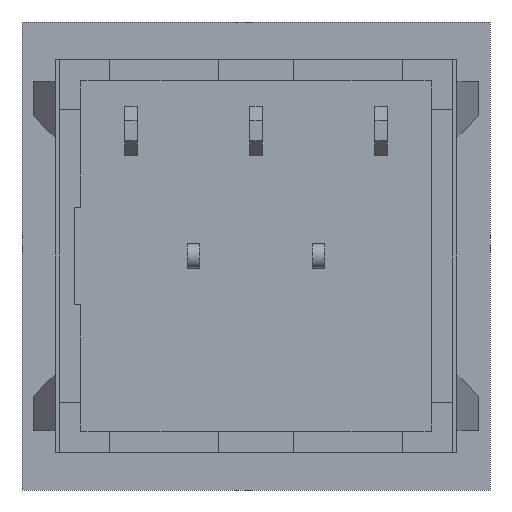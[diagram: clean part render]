
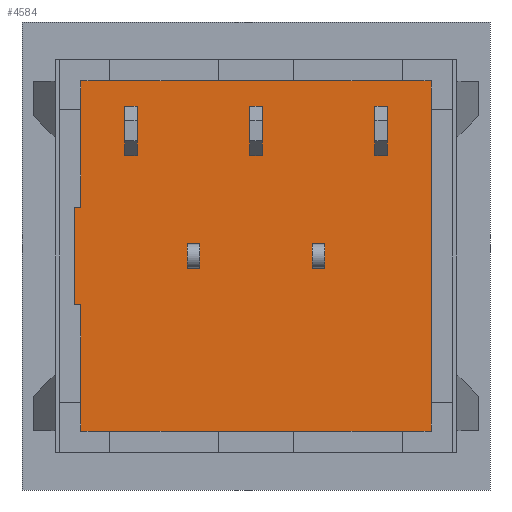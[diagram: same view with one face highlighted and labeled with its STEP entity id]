
A CAD part, front view. The second image highlights one B-rep face of the part: STEP entity #4584.
In plain terms, the highlighted face is planar.
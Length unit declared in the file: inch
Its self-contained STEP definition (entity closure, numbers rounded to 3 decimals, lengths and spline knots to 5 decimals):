
#1119=ORIENTED_EDGE('',*,*,#1898,.T.);
#1120=ORIENTED_EDGE('',*,*,#1905,.T.);
#1121=ORIENTED_EDGE('',*,*,#1912,.T.);
#1122=ORIENTED_EDGE('',*,*,#1915,.T.);
#1123=ORIENTED_EDGE('',*,*,#1918,.T.);
#1124=ORIENTED_EDGE('',*,*,#1921,.T.);
#1125=ORIENTED_EDGE('',*,*,#1925,.T.);
#1126=ORIENTED_EDGE('',*,*,#1931,.T.);
#1898=EDGE_CURVE('',#2378,#2377,#2922,.T.);
#1905=EDGE_CURVE('',#2377,#2381,#2929,.T.);
#1912=EDGE_CURVE('',#2381,#2386,#2936,.T.);
#1915=EDGE_CURVE('',#2386,#2388,#2939,.T.);
#1918=EDGE_CURVE('',#2388,#2390,#2942,.T.);
#1921=EDGE_CURVE('',#2390,#2392,#2945,.T.);
#1925=EDGE_CURVE('',#2392,#2394,#2949,.T.);
#1931=EDGE_CURVE('',#2394,#2378,#2955,.T.);
#2377=VERTEX_POINT('',#7656);
#2378=VERTEX_POINT('',#7658);
#2381=VERTEX_POINT('',#7668);
#2386=VERTEX_POINT('',#7681);
#2388=VERTEX_POINT('',#7687);
#2390=VERTEX_POINT('',#7693);
#2392=VERTEX_POINT('',#7699);
#2394=VERTEX_POINT('',#7706);
#2922=LINE('',#7657,#3524);
#2929=LINE('',#7669,#3531);
#2936=LINE('',#7682,#3538);
#2939=LINE('',#7688,#3541);
#2942=LINE('',#7694,#3544);
#2945=LINE('',#7700,#3547);
#2949=LINE('',#7707,#3551);
#2955=LINE('',#7718,#3557);
#3524=VECTOR('',#6334,39.37008);
#3531=VECTOR('',#6343,39.37008);
#3538=VECTOR('',#6352,39.37008);
#3541=VECTOR('',#6357,39.37008);
#3544=VECTOR('',#6362,39.37008);
#3547=VECTOR('',#6367,39.37008);
#3551=VECTOR('',#6373,39.37008);
#3557=VECTOR('',#6381,39.37008);
#3849=EDGE_LOOP('',(#1119,#1120,#1121,#1122,#1123,#1124,#1125,#1126));
#4115=FACE_BOUND('',#3849,.T.);
#4343=PLANE('',#5370);
#4584=ADVANCED_FACE('',(#4115),#4343,.T.);
#5370=AXIS2_PLACEMENT_3D('',#7720,#6383,#6384);
#6334=DIRECTION('',(0.,0.,1.));
#6343=DIRECTION('',(0.,-1.,0.));
#6352=DIRECTION('',(0.,0.,-1.));
#6357=DIRECTION('',(0.,-1.,0.));
#6362=DIRECTION('',(0.,0.,-1.));
#6367=DIRECTION('',(0.,1.,0.));
#6373=DIRECTION('',(0.,0.,-1.));
#6381=DIRECTION('',(0.,1.,0.));
#6383=DIRECTION('',(1.,0.,0.));
#6384=DIRECTION('',(0.,0.,-1.));
#7656=CARTESIAN_POINT('',(0.01,0.28,0.28));
#7657=CARTESIAN_POINT('',(0.01,0.28,-0.28));
#7658=CARTESIAN_POINT('',(0.01,0.28,-0.28));
#7668=CARTESIAN_POINT('',(0.01,-0.28,0.28));
#7669=CARTESIAN_POINT('',(0.01,0.28,0.28));
#7681=CARTESIAN_POINT('',(0.01,-0.28,0.078));
#7682=CARTESIAN_POINT('',(0.01,-0.28,0.28));
#7687=CARTESIAN_POINT('',(0.01,-0.29,0.078));
#7688=CARTESIAN_POINT('',(0.01,-0.28,0.078));
#7693=CARTESIAN_POINT('',(0.01,-0.29,-0.078));
#7694=CARTESIAN_POINT('',(0.01,-0.29,0.078));
#7699=CARTESIAN_POINT('',(0.01,-0.28,-0.078));
#7700=CARTESIAN_POINT('',(0.01,-0.29,-0.078));
#7706=CARTESIAN_POINT('',(0.01,-0.28,-0.28));
#7707=CARTESIAN_POINT('',(0.01,-0.28,-0.078));
#7718=CARTESIAN_POINT('',(0.01,-0.28,-0.28));
#7720=CARTESIAN_POINT('',(0.01,0.,0.));
